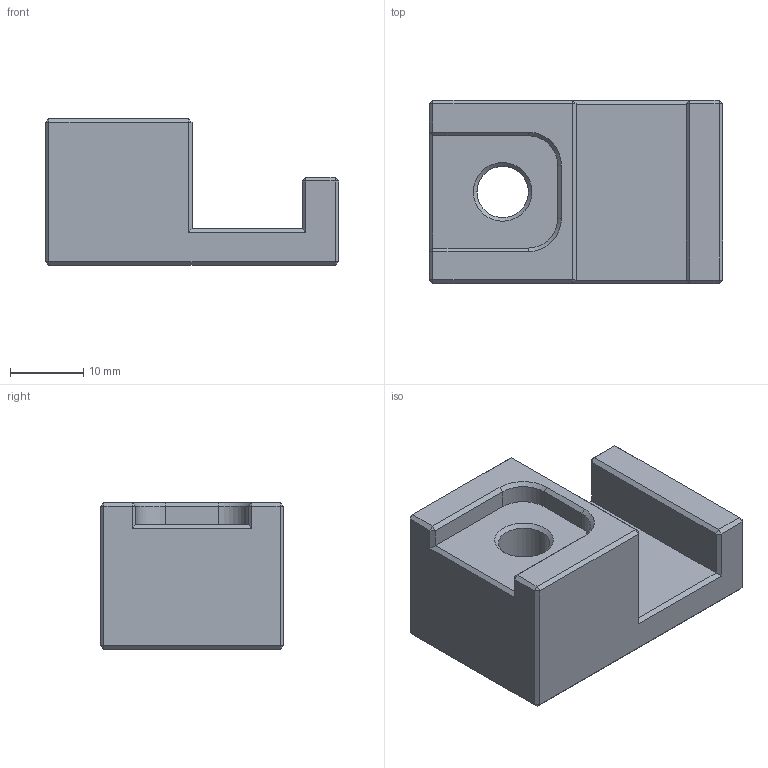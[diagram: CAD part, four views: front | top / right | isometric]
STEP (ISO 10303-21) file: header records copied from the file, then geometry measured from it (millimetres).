
FILE_DESCRIPTION(/* description */ (''),/* implementation_level */ '2;1');
FILE_NAME(/* name */ 'BloqueLoquet_V4_Fraisage v25.step',/* time_stamp */ '2020-06-02T17:10:21+02:00',/* author */ (''),/* organization */ (''),/* preprocessor_version */ 'ST-DEVELOPER v18.1',/* originating_system */ 'Autodesk Translation Framework v9.3.0.1241',/* authorisation */ '');
FILE_SCHEMA (('AUTOMOTIVE_DESIGN { 1 0 10303 214 3 1 1 }'));
Length unit declared in the file: millimetre
Products named in the file (1): BloqueLoquet_V4_Fraisage
Bounding box: 40 x 25 x 20 mm (x, y, z)
Volume: 11874.3 mm3; surface area: 4660.9 mm2
Topology: 1 solids, 1 shells, 64 faces, 133 edges, 71 vertices
Faces by surface type: plane 57, cone 4, cylinder 3
Full cylindrical faces by diameter (mm): 7 x1
Entity records: 1648 total; most frequent: DIRECTION 274, CARTESIAN_POINT 269, ORIENTED_EDGE 266, EDGE_CURVE 133, LINE 122, VECTOR 122, AXIS2_PLACEMENT_3D 76, VERTEX_POINT 71
